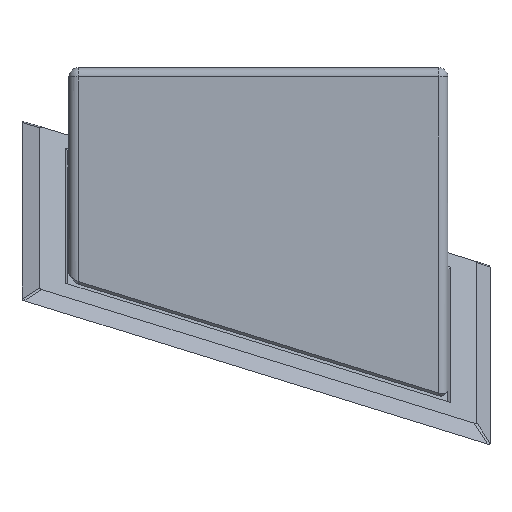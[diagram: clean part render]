
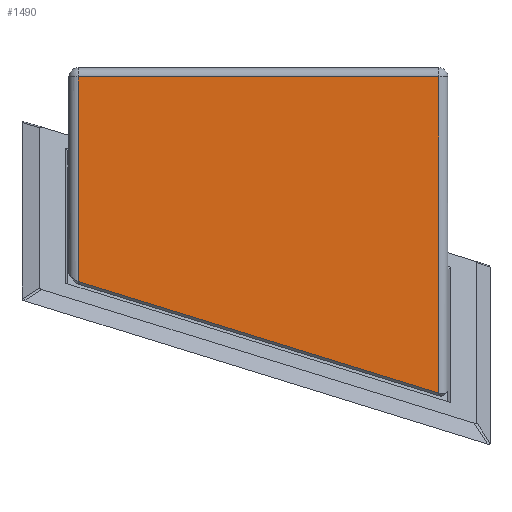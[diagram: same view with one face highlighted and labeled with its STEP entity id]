
A CAD part, front view. The second image highlights one B-rep face of the part: STEP entity #1490.
In plain terms, the highlighted planar face has unit normal (0, -1, 0).
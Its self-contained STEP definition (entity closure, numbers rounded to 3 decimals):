
#129=PLANE('',#1581);
#190=FACE_OUTER_BOUND('',#281,.T.);
#281=EDGE_LOOP('',(#1114,#1115,#1116,#1117,#1118));
#379=B_SPLINE_CURVE_WITH_KNOTS('',3,(#2451,#2452,#2453,#2454),
 .UNSPECIFIED.,.F.,.F.,(4,4),(0.492,0.684),
 .UNSPECIFIED.);
#405=LINE('',#2431,#553);
#415=LINE('',#2495,#563);
#416=LINE('',#2499,#564);
#417=LINE('',#2500,#565);
#553=VECTOR('',#1741,10.);
#563=VECTOR('',#1765,10.);
#564=VECTOR('',#1770,10.);
#565=VECTOR('',#1771,10.);
#702=VERTEX_POINT('',#2388);
#706=VERTEX_POINT('',#2428);
#707=VERTEX_POINT('',#2430);
#714=VERTEX_POINT('',#2494);
#715=VERTEX_POINT('',#2498);
#857=EDGE_CURVE('',#706,#707,#405,.T.);
#860=EDGE_CURVE('',#707,#702,#379,.T.);
#872=EDGE_CURVE('',#702,#714,#415,.T.);
#874=EDGE_CURVE('',#715,#706,#416,.T.);
#875=EDGE_CURVE('',#714,#715,#417,.T.);
#1114=ORIENTED_EDGE('',*,*,#860,.F.);
#1115=ORIENTED_EDGE('',*,*,#857,.F.);
#1116=ORIENTED_EDGE('',*,*,#874,.F.);
#1117=ORIENTED_EDGE('',*,*,#875,.F.);
#1118=ORIENTED_EDGE('',*,*,#872,.F.);
#1490=ADVANCED_FACE('',(#190),#129,.T.);
#1581=AXIS2_PLACEMENT_3D('',#2497,#1768,#1769);
#1741=DIRECTION('',(-0.955,0.,0.296));
#1765=DIRECTION('',(0.,0.,1.));
#1768=DIRECTION('center_axis',(0.,-1.,0.));
#1769=DIRECTION('ref_axis',(-1.,0.,0.));
#1770=DIRECTION('',(0.,0.,-1.));
#1771=DIRECTION('',(1.,0.,0.));
#2388=CARTESIAN_POINT('',(11.969,7.321,3.978));
#2428=CARTESIAN_POINT('',(89.469,7.321,-20.017));
#2430=CARTESIAN_POINT('',(12.264,7.321,3.87));
#2431=CARTESIAN_POINT('',(58.737,7.321,-10.509));
#2451=CARTESIAN_POINT('Ctrl Pts',(12.264,7.321,3.87));
#2452=CARTESIAN_POINT('Ctrl Pts',(12.169,7.321,3.9));
#2453=CARTESIAN_POINT('Ctrl Pts',(12.071,7.321,3.935));
#2454=CARTESIAN_POINT('Ctrl Pts',(11.969,7.321,3.978));
#2494=CARTESIAN_POINT('',(11.969,7.321,47.928));
#2495=CARTESIAN_POINT('',(11.969,7.321,49.928));
#2497=CARTESIAN_POINT('Origin',(91.469,7.321,49.928));
#2498=CARTESIAN_POINT('',(89.469,7.321,47.928));
#2499=CARTESIAN_POINT('',(89.469,7.321,49.928));
#2500=CARTESIAN_POINT('',(88.29,7.321,47.928));
